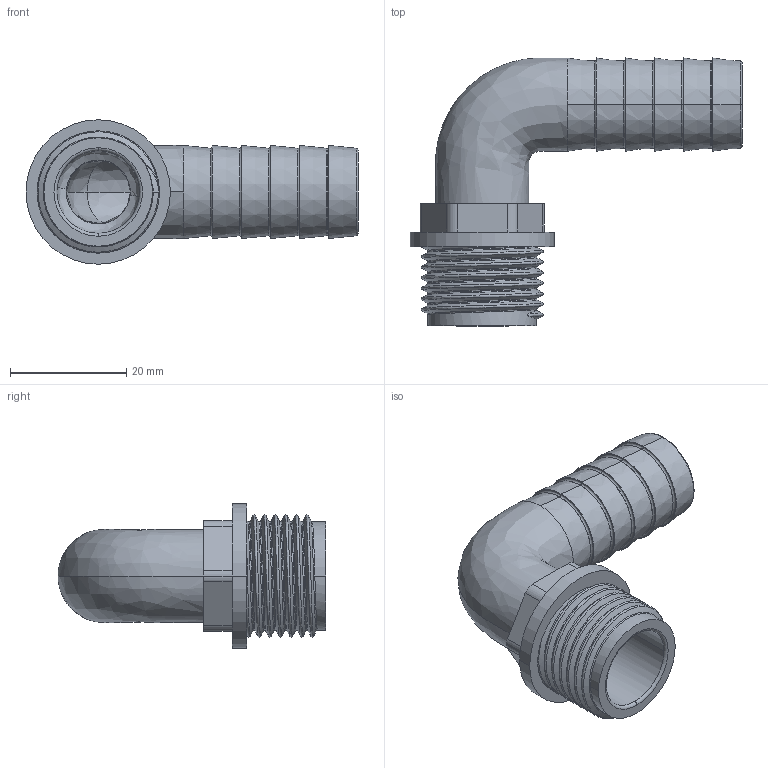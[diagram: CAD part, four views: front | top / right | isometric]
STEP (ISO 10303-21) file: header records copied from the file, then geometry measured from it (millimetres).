
FILE_DESCRIPTION (( 'STEP AP203' ), '1' );
FILE_NAME ('00131_0316.STEP', '2017-05-09T14:39:51', ( '' ), ( '' ), 'SwSTEP 2.0', 'SolidWorks 2011', '' );
FILE_SCHEMA (( 'CONFIG_CONTROL_DESIGN' ));
Length unit declared in the file: millimetre
Products named in the file (1): 00131_0316
Bounding box: 57 x 46 x 24.8 mm (x, y, z)
Volume: 9392.6 mm3; surface area: 8377.5 mm2
Topology: 1 solids, 1 shells, 95 faces, 231 edges, 146 vertices
Faces by surface type: torus 27, cylinder 25, plane 16, cone 14, bspline 13
Entity records: 8285 total; most frequent: CARTESIAN_POINT 6072, ORIENTED_EDGE 462, DIRECTION 447, EDGE_CURVE 231, AXIS2_PLACEMENT_3D 195, VERTEX_POINT 146, CIRCLE 112, EDGE_LOOP 105
